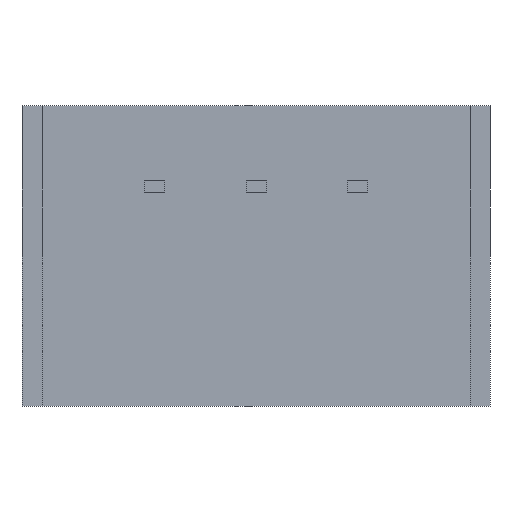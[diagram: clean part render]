
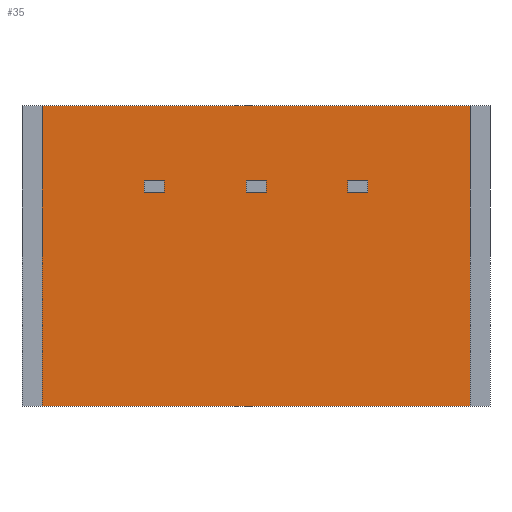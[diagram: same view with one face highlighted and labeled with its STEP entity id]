
A CAD part, front view. The second image highlights one B-rep face of the part: STEP entity #35.
In plain terms, the highlighted planar face has unit normal (0, -1, 0).
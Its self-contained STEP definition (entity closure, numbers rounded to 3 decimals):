
#35=ADVANCED_FACE('NONE',(#73,#74,#75,#76),#77,.F.);
#73=FACE_OUTER_BOUND('',#114,.T.);
#74=FACE_BOUND('',#115,.T.);
#75=FACE_BOUND('',#116,.T.);
#76=FACE_BOUND('',#117,.T.);
#77=PLANE('',#118);
#114=EDGE_LOOP('',(#164,#165,#166,#167));
#115=EDGE_LOOP('',(#168,#169,#170,#171));
#116=EDGE_LOOP('',(#172,#173,#174,#175));
#117=EDGE_LOOP('',(#176,#177,#178,#179));
#118=AXIS2_PLACEMENT_3D('',#180,#181,#182);
#164=ORIENTED_EDGE('',*,*,#295,.F.);
#165=ORIENTED_EDGE('',*,*,#296,.F.);
#166=ORIENTED_EDGE('',*,*,#297,.F.);
#167=ORIENTED_EDGE('',*,*,#298,.T.);
#168=ORIENTED_EDGE('',*,*,#299,.F.);
#169=ORIENTED_EDGE('',*,*,#300,.F.);
#170=ORIENTED_EDGE('',*,*,#301,.F.);
#171=ORIENTED_EDGE('',*,*,#302,.F.);
#172=ORIENTED_EDGE('',*,*,#303,.F.);
#173=ORIENTED_EDGE('',*,*,#304,.F.);
#174=ORIENTED_EDGE('',*,*,#305,.F.);
#175=ORIENTED_EDGE('',*,*,#306,.F.);
#176=ORIENTED_EDGE('',*,*,#307,.F.);
#177=ORIENTED_EDGE('',*,*,#308,.F.);
#178=ORIENTED_EDGE('',*,*,#309,.F.);
#179=ORIENTED_EDGE('',*,*,#310,.F.);
#180=CARTESIAN_POINT('',(-5.85,-4.8,3.75));
#181=DIRECTION('',(-0.0,1.0,0.0));
#182=DIRECTION('',(1.0,0.0,0.0));
#295=EDGE_CURVE('NONE',#372,#373,#374,.T.);
#296=EDGE_CURVE('NONE',#375,#372,#376,.T.);
#297=EDGE_CURVE('NONE',#377,#375,#378,.T.);
#298=EDGE_CURVE('NONE',#377,#373,#379,.T.);
#299=EDGE_CURVE('NONE',#380,#381,#382,.T.);
#300=EDGE_CURVE('NONE',#383,#380,#384,.T.);
#301=EDGE_CURVE('NONE',#385,#383,#386,.T.);
#302=EDGE_CURVE('NONE',#381,#385,#387,.T.);
#303=EDGE_CURVE('NONE',#388,#389,#390,.T.);
#304=EDGE_CURVE('NONE',#391,#388,#392,.T.);
#305=EDGE_CURVE('NONE',#393,#391,#394,.T.);
#306=EDGE_CURVE('NONE',#389,#393,#395,.T.);
#307=EDGE_CURVE('NONE',#396,#397,#398,.T.);
#308=EDGE_CURVE('NONE',#399,#396,#400,.T.);
#309=EDGE_CURVE('NONE',#401,#399,#402,.T.);
#310=EDGE_CURVE('NONE',#397,#401,#403,.T.);
#372=VERTEX_POINT('NONE',#552);
#373=VERTEX_POINT('NONE',#553);
#374=LINE('',#554,#555);
#375=VERTEX_POINT('NONE',#556);
#376=LINE('',#557,#558);
#377=VERTEX_POINT('NONE',#559);
#378=LINE('',#560,#561);
#379=LINE('',#562,#563);
#380=VERTEX_POINT('NONE',#564);
#381=VERTEX_POINT('NONE',#565);
#382=LINE('',#566,#567);
#383=VERTEX_POINT('NONE',#568);
#384=LINE('',#569,#570);
#385=VERTEX_POINT('NONE',#571);
#386=LINE('',#572,#573);
#387=LINE('',#574,#575);
#388=VERTEX_POINT('NONE',#576);
#389=VERTEX_POINT('NONE',#577);
#390=LINE('',#578,#579);
#391=VERTEX_POINT('NONE',#580);
#392=LINE('',#581,#582);
#393=VERTEX_POINT('NONE',#583);
#394=LINE('',#584,#585);
#395=LINE('',#586,#587);
#396=VERTEX_POINT('NONE',#588);
#397=VERTEX_POINT('NONE',#589);
#398=LINE('',#590,#591);
#399=VERTEX_POINT('NONE',#592);
#400=LINE('',#593,#594);
#401=VERTEX_POINT('NONE',#595);
#402=LINE('',#596,#597);
#403=LINE('',#598,#599);
#552=CARTESIAN_POINT('',(5.35,-4.8,3.75));
#553=CARTESIAN_POINT('',(5.35,-4.8,-3.75));
#554=CARTESIAN_POINT('',(5.35,-4.8,-3.75));
#555=VECTOR('',#686,1000.0);
#556=CARTESIAN_POINT('',(-5.35,-4.8,3.75));
#557=CARTESIAN_POINT('',(-5.85,-4.8,3.75));
#558=VECTOR('',#687,1000.0);
#559=CARTESIAN_POINT('',(-5.35,-4.8,-3.75));
#560=CARTESIAN_POINT('',(-5.35,-4.8,-3.75));
#561=VECTOR('',#688,1000.0);
#562=CARTESIAN_POINT('',(-5.85,-4.8,-3.75));
#563=VECTOR('',#689,1000.0);
#564=CARTESIAN_POINT('',(-0.25,-4.8,1.9));
#565=CARTESIAN_POINT('',(-0.25,-4.8,1.6));
#566=CARTESIAN_POINT('',(-0.25,-4.8,1.9));
#567=VECTOR('',#690,1000.0);
#568=CARTESIAN_POINT('',(0.25,-4.8,1.9));
#569=CARTESIAN_POINT('',(-0.25,-4.8,1.9));
#570=VECTOR('',#691,1000.0);
#571=CARTESIAN_POINT('',(0.25,-4.8,1.6));
#572=CARTESIAN_POINT('',(0.25,-4.8,1.9));
#573=VECTOR('',#692,1000.0);
#574=CARTESIAN_POINT('',(-0.25,-4.8,1.6));
#575=VECTOR('',#693,1000.0);
#576=CARTESIAN_POINT('',(-2.79,-4.8,1.9));
#577=CARTESIAN_POINT('',(-2.79,-4.8,1.6));
#578=CARTESIAN_POINT('',(-2.79,-4.8,1.9));
#579=VECTOR('',#694,1000.0);
#580=CARTESIAN_POINT('',(-2.29,-4.8,1.9));
#581=CARTESIAN_POINT('',(-2.79,-4.8,1.9));
#582=VECTOR('',#695,1000.0);
#583=CARTESIAN_POINT('',(-2.29,-4.8,1.6));
#584=CARTESIAN_POINT('',(-2.29,-4.8,1.9));
#585=VECTOR('',#696,1000.0);
#586=CARTESIAN_POINT('',(-2.79,-4.8,1.6));
#587=VECTOR('',#697,1000.0);
#588=CARTESIAN_POINT('',(2.29,-4.8,1.9));
#589=CARTESIAN_POINT('',(2.29,-4.8,1.6));
#590=CARTESIAN_POINT('',(2.29,-4.8,1.9));
#591=VECTOR('',#698,1000.0);
#592=CARTESIAN_POINT('',(2.79,-4.8,1.9));
#593=CARTESIAN_POINT('',(2.29,-4.8,1.9));
#594=VECTOR('',#699,1000.0);
#595=CARTESIAN_POINT('',(2.79,-4.8,1.6));
#596=CARTESIAN_POINT('',(2.79,-4.8,1.9));
#597=VECTOR('',#700,1000.0);
#598=CARTESIAN_POINT('',(2.29,-4.8,1.6));
#599=VECTOR('',#701,1000.0);
#686=DIRECTION('',(-0.0,-0.0,-1.0));
#687=DIRECTION('',(1.0,0.0,0.0));
#688=DIRECTION('',(0.0,0.0,1.0));
#689=DIRECTION('',(1.0,0.0,0.0));
#690=DIRECTION('',(0.,0.0,-1.0));
#691=DIRECTION('',(-1.0,-0.0,-0.0));
#692=DIRECTION('',(-0.0,-0.0,1.0));
#693=DIRECTION('',(1.0,0.0,0.0));
#694=DIRECTION('',(0.,0.0,-1.0));
#695=DIRECTION('',(-1.0,-0.0,-0.0));
#696=DIRECTION('',(-0.0,-0.0,1.0));
#697=DIRECTION('',(1.0,0.0,0.0));
#698=DIRECTION('',(0.,0.0,-1.0));
#699=DIRECTION('',(-1.0,-0.0,-0.0));
#700=DIRECTION('',(-0.0,-0.0,1.0));
#701=DIRECTION('',(1.0,0.0,0.0));
